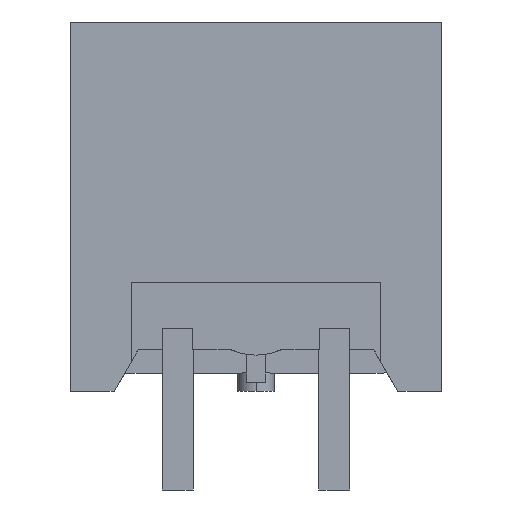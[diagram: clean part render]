
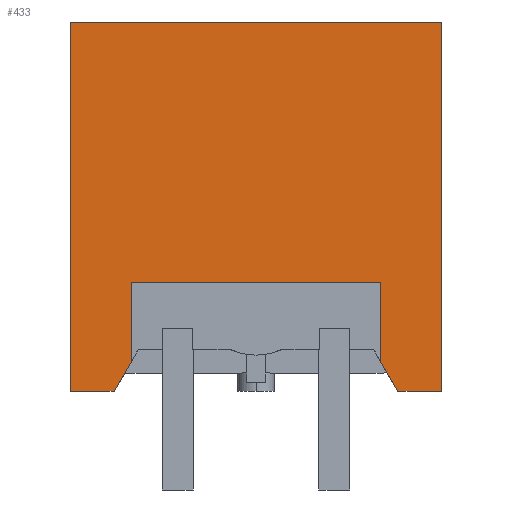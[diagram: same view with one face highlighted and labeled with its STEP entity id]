
A CAD part, front view. The second image highlights one B-rep face of the part: STEP entity #433.
In plain terms, the highlighted planar face has unit normal (0, -1, 0).
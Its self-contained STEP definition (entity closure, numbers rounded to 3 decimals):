
#357=AXIS2_PLACEMENT_3D('Plane Axis2P3D',#354,#355,#356) ;
#43=CARTESIAN_POINT('Vertex',(12.06,0.,15.2)) ;
#46=CARTESIAN_POINT('Line Origine',(12.06,0.,9.2)) ;
#50=CARTESIAN_POINT('Vertex',(12.06,0.,3.2)) ;
#89=CARTESIAN_POINT('Vertex',(0.,0.,15.2)) ;
#94=CARTESIAN_POINT('Line Origine',(6.03,0.,15.2)) ;
#354=CARTESIAN_POINT('Axis2P3D Location',(1.05,0.,3.2)) ;
#359=CARTESIAN_POINT('Line Origine',(0.,0.,9.2)) ;
#363=CARTESIAN_POINT('Vertex',(0.,0.,3.2)) ;
#366=CARTESIAN_POINT('Line Origine',(0.525,0.,3.2)) ;
#370=CARTESIAN_POINT('Vertex',(1.05,0.,3.2)) ;
#373=CARTESIAN_POINT('Line Origine',(1.237,0.,3.2)) ;
#377=CARTESIAN_POINT('Vertex',(1.423,0.,3.2)) ;
#380=CARTESIAN_POINT('Line Origine',(1.707,0.,3.691)) ;
#384=CARTESIAN_POINT('Vertex',(1.99,0.,4.181)) ;
#387=CARTESIAN_POINT('Line Origine',(1.99,0.,5.466)) ;
#391=CARTESIAN_POINT('Vertex',(1.99,0.,6.75)) ;
#394=CARTESIAN_POINT('Line Origine',(6.03,0.,6.75)) ;
#398=CARTESIAN_POINT('Vertex',(10.07,0.,6.75)) ;
#401=CARTESIAN_POINT('Line Origine',(10.07,0.,5.466)) ;
#405=CARTESIAN_POINT('Vertex',(10.07,0.,4.181)) ;
#408=CARTESIAN_POINT('Line Origine',(10.353,0.,3.691)) ;
#412=CARTESIAN_POINT('Vertex',(10.637,0.,3.2)) ;
#415=CARTESIAN_POINT('Line Origine',(11.348,0.,3.2)) ;
#47=DIRECTION('Vector Direction',(0.,0.,-1.)) ;
#95=DIRECTION('Vector Direction',(-1.,0.,0.)) ;
#355=DIRECTION('Axis2P3D Direction',(0.,1.,0.)) ;
#356=DIRECTION('Axis2P3D XDirection',(0.,0.,-1.)) ;
#360=DIRECTION('Vector Direction',(0.,0.,-1.)) ;
#367=DIRECTION('Vector Direction',(1.,0.,0.)) ;
#374=DIRECTION('Vector Direction',(1.,0.,0.)) ;
#381=DIRECTION('Vector Direction',(-0.5,0.,-0.866)) ;
#388=DIRECTION('Vector Direction',(0.,0.,-1.)) ;
#395=DIRECTION('Vector Direction',(-1.,0.,0.)) ;
#402=DIRECTION('Vector Direction',(0.,0.,1.)) ;
#409=DIRECTION('Vector Direction',(-0.5,0.,0.866)) ;
#416=DIRECTION('Vector Direction',(1.,0.,0.)) ;
#48=VECTOR('Line Direction',#47,1.) ;
#96=VECTOR('Line Direction',#95,1.) ;
#361=VECTOR('Line Direction',#360,1.) ;
#368=VECTOR('Line Direction',#367,1.) ;
#375=VECTOR('Line Direction',#374,1.) ;
#382=VECTOR('Line Direction',#381,1.) ;
#389=VECTOR('Line Direction',#388,1.) ;
#396=VECTOR('Line Direction',#395,1.) ;
#403=VECTOR('Line Direction',#402,1.) ;
#410=VECTOR('Line Direction',#409,1.) ;
#417=VECTOR('Line Direction',#416,1.) ;
#421=ORIENTED_EDGE('',*,*,#365,.T.) ;
#422=ORIENTED_EDGE('',*,*,#372,.T.) ;
#423=ORIENTED_EDGE('',*,*,#379,.T.) ;
#424=ORIENTED_EDGE('',*,*,#386,.F.) ;
#425=ORIENTED_EDGE('',*,*,#393,.F.) ;
#426=ORIENTED_EDGE('',*,*,#400,.F.) ;
#427=ORIENTED_EDGE('',*,*,#407,.F.) ;
#428=ORIENTED_EDGE('',*,*,#414,.F.) ;
#429=ORIENTED_EDGE('',*,*,#419,.T.) ;
#430=ORIENTED_EDGE('',*,*,#52,.F.) ;
#431=ORIENTED_EDGE('',*,*,#98,.T.) ;
#433=ADVANCED_FACE('Body',(#432),#358,.F.) ;
#52=EDGE_CURVE('',#44,#51,#49,.T.) ;
#98=EDGE_CURVE('',#44,#90,#97,.T.) ;
#365=EDGE_CURVE('',#90,#364,#362,.T.) ;
#372=EDGE_CURVE('',#364,#371,#369,.T.) ;
#379=EDGE_CURVE('',#371,#378,#376,.T.) ;
#386=EDGE_CURVE('',#385,#378,#383,.T.) ;
#393=EDGE_CURVE('',#392,#385,#390,.T.) ;
#400=EDGE_CURVE('',#399,#392,#397,.T.) ;
#407=EDGE_CURVE('',#406,#399,#404,.T.) ;
#414=EDGE_CURVE('',#413,#406,#411,.T.) ;
#419=EDGE_CURVE('',#413,#51,#418,.T.) ;
#420=EDGE_LOOP('',(#421,#422,#423,#424,#425,#426,#427,#428,#429,#430,#431)) ;
#432=FACE_OUTER_BOUND('',#420,.T.) ;
#49=LINE('Line',#46,#48) ;
#97=LINE('Line',#94,#96) ;
#362=LINE('Line',#359,#361) ;
#369=LINE('Line',#366,#368) ;
#376=LINE('Line',#373,#375) ;
#383=LINE('Line',#380,#382) ;
#390=LINE('Line',#387,#389) ;
#397=LINE('Line',#394,#396) ;
#404=LINE('Line',#401,#403) ;
#411=LINE('Line',#408,#410) ;
#418=LINE('Line',#415,#417) ;
#358=PLANE('',#357) ;
#44=VERTEX_POINT('',#43) ;
#51=VERTEX_POINT('',#50) ;
#90=VERTEX_POINT('',#89) ;
#364=VERTEX_POINT('',#363) ;
#371=VERTEX_POINT('',#370) ;
#378=VERTEX_POINT('',#377) ;
#385=VERTEX_POINT('',#384) ;
#392=VERTEX_POINT('',#391) ;
#399=VERTEX_POINT('',#398) ;
#406=VERTEX_POINT('',#405) ;
#413=VERTEX_POINT('',#412) ;
